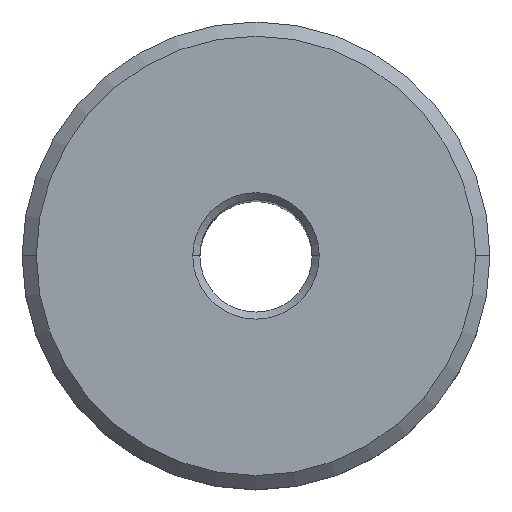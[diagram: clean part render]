
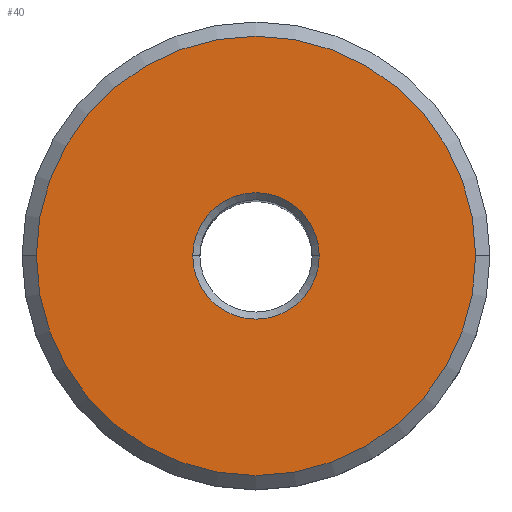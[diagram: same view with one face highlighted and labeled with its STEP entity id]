
A CAD part, top view. The second image highlights one B-rep face of the part: STEP entity #40.
In plain terms, the highlighted planar face has unit normal (0, 0, 1).
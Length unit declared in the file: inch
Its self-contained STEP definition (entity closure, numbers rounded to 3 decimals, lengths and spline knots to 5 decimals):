
#1 = ORIENTED_EDGE ( 'NONE', *, *, #320, .T. ) ;
#40 = ADVANCED_FACE ( 'NONE', ( #237, #67 ), #741, .F. ) ;
#63 = DIRECTION ( 'NONE',  ( -1., 0., 0. ) ) ;
#67 = FACE_BOUND ( 'NONE', #303, .T. ) ;
#87 = DIRECTION ( 'NONE',  ( 0., 0., -1. ) ) ;
#104 = CIRCLE ( 'NONE', #359, 0.46213 ) ;
#108 = CARTESIAN_POINT ( 'NONE',  ( 0., 0., 0. ) ) ;
#164 = DIRECTION ( 'NONE',  ( 0., 0., 1. ) ) ;
#186 = VERTEX_POINT ( 'NONE', #619 ) ;
#206 = CARTESIAN_POINT ( 'NONE',  ( -0.46213, 0., 0. ) ) ;
#237 = FACE_OUTER_BOUND ( 'NONE', #912, .T. ) ;
#242 = CARTESIAN_POINT ( 'NONE',  ( 0.13311, 0., 0. ) ) ;
#275 = CARTESIAN_POINT ( 'NONE',  ( 0., 0., 0. ) ) ;
#298 = VERTEX_POINT ( 'NONE', #242 ) ;
#303 = EDGE_LOOP ( 'NONE', ( #907, #1063 ) ) ;
#320 = EDGE_CURVE ( 'NONE', #630, #186, #1053, .T. ) ;
#323 = CIRCLE ( 'NONE', #826, 0.13311 ) ;
#334 = CARTESIAN_POINT ( 'NONE',  ( -0.13311, 0., 0. ) ) ;
#337 = CIRCLE ( 'NONE', #374, 0.13311 ) ;
#344 = VERTEX_POINT ( 'NONE', #334 ) ;
#346 = DIRECTION ( 'NONE',  ( 0., 0., -1. ) ) ;
#359 = AXIS2_PLACEMENT_3D ( 'NONE', #586, #835, #63 ) ;
#374 = AXIS2_PLACEMENT_3D ( 'NONE', #108, #736, #977 ) ;
#409 = EDGE_CURVE ( 'NONE', #298, #344, #337, .T. ) ;
#411 = DIRECTION ( 'NONE',  ( -1., 0., 0. ) ) ;
#433 = DIRECTION ( 'NONE',  ( -1., 0., 0. ) ) ;
#561 = ORIENTED_EDGE ( 'NONE', *, *, #1062, .T. ) ;
#586 = CARTESIAN_POINT ( 'NONE',  ( 0., 0., 0. ) ) ;
#594 = CARTESIAN_POINT ( 'NONE',  ( 0., 0., 0. ) ) ;
#602 = DIRECTION ( 'NONE',  ( -1., 0., 0. ) ) ;
#619 = CARTESIAN_POINT ( 'NONE',  ( 0.46213, 0., 0. ) ) ;
#630 = VERTEX_POINT ( 'NONE', #206 ) ;
#675 = EDGE_CURVE ( 'NONE', #344, #298, #323, .T. ) ;
#736 = DIRECTION ( 'NONE',  ( 0., 0., -1. ) ) ;
#741 = PLANE ( 'NONE',  #944 ) ;
#754 = CARTESIAN_POINT ( 'NONE',  ( 0., 0.49213, 0. ) ) ;
#826 = AXIS2_PLACEMENT_3D ( 'NONE', #275, #346, #602 ) ;
#835 = DIRECTION ( 'NONE',  ( 0., 0., 1. ) ) ;
#907 = ORIENTED_EDGE ( 'NONE', *, *, #409, .T. ) ;
#912 = EDGE_LOOP ( 'NONE', ( #1, #561 ) ) ;
#944 = AXIS2_PLACEMENT_3D ( 'NONE', #754, #87, #433 ) ;
#977 = DIRECTION ( 'NONE',  ( -1., 0., 0. ) ) ;
#1036 = AXIS2_PLACEMENT_3D ( 'NONE', #594, #164, #411 ) ;
#1053 = CIRCLE ( 'NONE', #1036, 0.46213 ) ;
#1062 = EDGE_CURVE ( 'NONE', #186, #630, #104, .T. ) ;
#1063 = ORIENTED_EDGE ( 'NONE', *, *, #675, .T. ) ;
